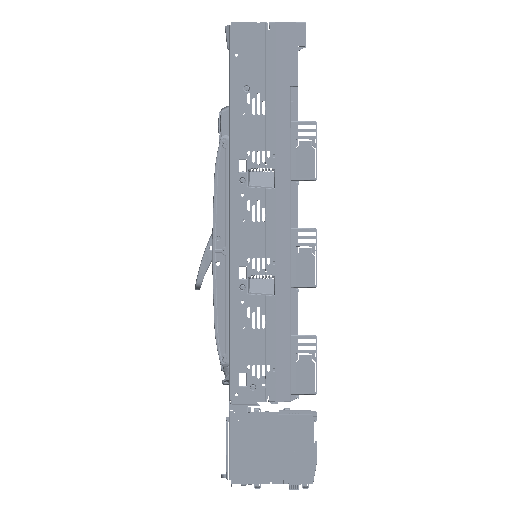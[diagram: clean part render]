
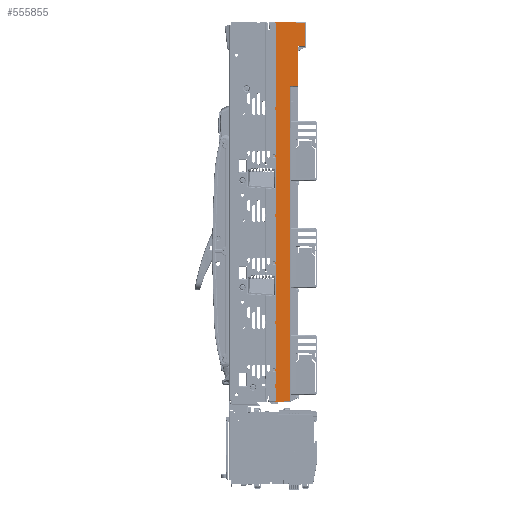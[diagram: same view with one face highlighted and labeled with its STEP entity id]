
A CAD part, left-side view. The second image highlights one B-rep face of the part: STEP entity #555855.
In plain terms, the highlighted planar face has unit normal (1, 0.009, 0).
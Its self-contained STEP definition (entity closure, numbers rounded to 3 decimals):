
#497601=DIRECTION('',(0.009,-1.,0.009));
#497602=VECTOR('',#497601,25.511);
#497603=CARTESIAN_POINT('',(51.012,543.87,
-450.521));
#497604=LINE('',#497603,#497602);
#497605=CARTESIAN_POINT('',(51.235,518.362,
93.984));
#497606=CARTESIAN_POINT('',(51.235,518.362,
94.123));
#497607=CARTESIAN_POINT('',(51.235,518.329,
94.284));
#497608=CARTESIAN_POINT('',(51.236,518.247,
94.439));
#497609=CARTESIAN_POINT('',(51.237,518.175,
94.534));
#497610=CARTESIAN_POINT('',(51.237,518.097,
94.614));
#497611=CARTESIAN_POINT('',(51.238,518.011,
94.682));
#497612=CARTESIAN_POINT('',(51.239,517.919,
94.739));
#497613=CARTESIAN_POINT('',(51.24,517.79,
94.803));
#497614=CARTESIAN_POINT('',(51.241,517.619,
94.871));
#497615=CARTESIAN_POINT('',(51.244,517.321,
94.954));
#497616=CARTESIAN_POINT('',(51.246,517.064,
94.982));
#497617=CARTESIAN_POINT('',(51.248,516.875,
94.983));
#497619=DIRECTION('',(0.009,-1.,0.009));
#497620=VECTOR('',#497619,12.51);
#497621=CARTESIAN_POINT('',(51.248,516.875,
94.983));
#497622=LINE('',#497621,#497620);
#497623=CARTESIAN_POINT('',(51.357,504.366,
162.914));
#497624=CARTESIAN_POINT('',(51.357,504.366,
162.938));
#497625=CARTESIAN_POINT('',(51.357,504.364,
162.985));
#497626=CARTESIAN_POINT('',(51.357,504.357,
163.056));
#497627=CARTESIAN_POINT('',(51.357,504.344,
163.126));
#497628=CARTESIAN_POINT('',(51.357,504.327,
163.195));
#497629=CARTESIAN_POINT('',(51.358,504.304,
163.262));
#497630=CARTESIAN_POINT('',(51.358,504.277,
163.328));
#497631=CARTESIAN_POINT('',(51.358,504.246,
163.391));
#497632=CARTESIAN_POINT('',(51.358,504.21,
163.452));
#497633=CARTESIAN_POINT('',(51.359,504.169,
163.511));
#497634=CARTESIAN_POINT('',(51.359,504.125,
163.566));
#497635=CARTESIAN_POINT('',(51.36,504.077,
163.619));
#497636=CARTESIAN_POINT('',(51.36,504.025,
163.667));
#497637=CARTESIAN_POINT('',(51.361,503.97,
163.712));
#497638=CARTESIAN_POINT('',(51.361,503.912,
163.753));
#497639=CARTESIAN_POINT('',(51.362,503.851,
163.789));
#497640=CARTESIAN_POINT('',(51.362,503.788,
163.822));
#497641=CARTESIAN_POINT('',(51.363,503.722,
163.849));
#497642=CARTESIAN_POINT('',(51.363,503.655,
163.872));
#497643=CARTESIAN_POINT('',(51.364,503.586,
163.89));
#497644=CARTESIAN_POINT('',(51.364,503.516,
163.903));
#497645=CARTESIAN_POINT('',(51.365,503.446,
163.912));
#497646=CARTESIAN_POINT('',(51.366,503.398,
163.914));
#497647=CARTESIAN_POINT('',(51.366,503.375,
163.914));
#497649=DIRECTION('',(0.009,-1.,0.009));
#497650=VECTOR('',#497649,11.01);
#497651=CARTESIAN_POINT('',(51.366,503.375,
163.914));
#497652=LINE('',#497651,#497650);
#497653=DIRECTION('',(-0.009,1.,0.009));
#497654=VECTOR('',#497653,51.508);
#497655=CARTESIAN_POINT('',(51.462,492.366,
205.03));
#497656=LINE('',#497655,#497654);
#497657=DIRECTION('',(0.,0.,-1.));
#497658=VECTOR('',#497657,656.);
#497659=CARTESIAN_POINT('',(51.012,543.87,
205.479));
#497660=LINE('',#497659,#497658);
#497666=CARTESIAN_POINT('',(51.012,543.87,
-450.521));
#507559=DIRECTION('',(0.,0.,-1.));
#507560=VECTOR('',#507559,41.02);
#507561=CARTESIAN_POINT('',(51.462,492.366,
205.03));
#507562=LINE('',#507561,#507560);
#535740=DIRECTION('',(0.,0.,-1.));
#535741=VECTOR('',#535740,544.282);
#535742=CARTESIAN_POINT('',(51.235,518.362,
93.984));
#535743=LINE('',#535742,#535741);
#538914=DIRECTION('',(0.,0.,-1.));
#538915=VECTOR('',#538914,67.821);
#538916=CARTESIAN_POINT('',(51.357,504.366,
162.914));
#538917=LINE('',#538916,#538915);
#545780=VERTEX_POINT('',#497666);
#545781=CARTESIAN_POINT('',(51.012,543.87,
205.479));
#545782=VERTEX_POINT('',#545781);
#546601=CARTESIAN_POINT('',(51.366,503.375,
163.914));
#546602=VERTEX_POINT('',#546601);
#546603=VERTEX_POINT('',#497623);
#546604=CARTESIAN_POINT('',(51.462,492.366,
164.01));
#546605=VERTEX_POINT('',#546604);
#546606=CARTESIAN_POINT('',(51.235,518.362,
-450.298));
#546607=VERTEX_POINT('',#546606);
#546608=CARTESIAN_POINT('',(51.235,518.362,
93.984));
#546609=VERTEX_POINT('',#546608);
#546610=VERTEX_POINT('',#497617);
#546611=CARTESIAN_POINT('',(51.357,504.366,
95.093));
#546612=VERTEX_POINT('',#546611);
#546613=CARTESIAN_POINT('',(51.462,492.366,
205.03));
#546614=VERTEX_POINT('',#546613);
#555830=CARTESIAN_POINT('',(51.012,543.87,
-122.521));
#555831=DIRECTION('',(-1.,-0.009,0.));
#555832=DIRECTION('',(0.009,-1.,0.));
#555833=AXIS2_PLACEMENT_3D('',#555830,#555831,#555832);
#555834=PLANE('',#555833);
#555836=ORIENTED_EDGE('',*,*,#555835,.T.);
#555838=ORIENTED_EDGE('',*,*,#555837,.F.);
#555840=ORIENTED_EDGE('',*,*,#555839,.T.);
#555842=ORIENTED_EDGE('',*,*,#555841,.T.);
#555844=ORIENTED_EDGE('',*,*,#555843,.F.);
#555846=ORIENTED_EDGE('',*,*,#555845,.T.);
#555847=ORIENTED_EDGE('',*,*,#555819,.T.);
#555849=ORIENTED_EDGE('',*,*,#555848,.F.);
#555851=ORIENTED_EDGE('',*,*,#555850,.T.);
#555852=ORIENTED_EDGE('',*,*,#554288,.T.);
#555853=EDGE_LOOP('',(#555836,#555838,#555840,#555842,#555844,#555846,#555847,
#555849,#555851,#555852));
#555854=FACE_OUTER_BOUND('',#555853,.F.);
#555855=ADVANCED_FACE('',(#555854),#555834,.F.);
#497618=B_SPLINE_CURVE_WITH_KNOTS('',3,(#497605,#497606,#497607,#497608,#497609,
#497610,#497611,#497612,#497613,#497614,#497615,#497616,#497617),.UNSPECIFIED.,
.F.,.F.,(4,1,1,1,1,1,1,1,1,1,4),(0.,0.125,0.187,
0.25,0.312,0.375,0.437,
0.5,0.625,0.75,1.),.UNSPECIFIED.);
#497648=B_SPLINE_CURVE_WITH_KNOTS('',3,(#497623,#497624,#497625,#497626,#497627,
#497628,#497629,#497630,#497631,#497632,#497633,#497634,#497635,#497636,#497637,
#497638,#497639,#497640,#497641,#497642,#497643,#497644,#497645,#497646,
#497647),.UNSPECIFIED.,.F.,.F.,(4,1,1,1,1,1,1,1,1,1,1,1,1,1,1,1,1,1,1,1,1,1,4),(
0.,0.045,0.091,0.136,0.182,
0.227,0.273,0.318,0.364,
0.409,0.455,0.5,0.545,0.591,
0.636,0.682,0.727,0.773,
0.818,0.864,0.909,0.955,1.),
.UNSPECIFIED.);
#554288=EDGE_CURVE('',#545782,#545780,#497660,.T.);
#555819=EDGE_CURVE('',#546602,#546605,#497652,.T.);
#555835=EDGE_CURVE('',#545780,#546607,#497604,.T.);
#555837=EDGE_CURVE('',#546609,#546607,#535743,.T.);
#555839=EDGE_CURVE('',#546609,#546610,#497618,.T.);
#555841=EDGE_CURVE('',#546610,#546612,#497622,.T.);
#555843=EDGE_CURVE('',#546603,#546612,#538917,.T.);
#555845=EDGE_CURVE('',#546603,#546602,#497648,.T.);
#555848=EDGE_CURVE('',#546614,#546605,#507562,.T.);
#555850=EDGE_CURVE('',#546614,#545782,#497656,.T.);
